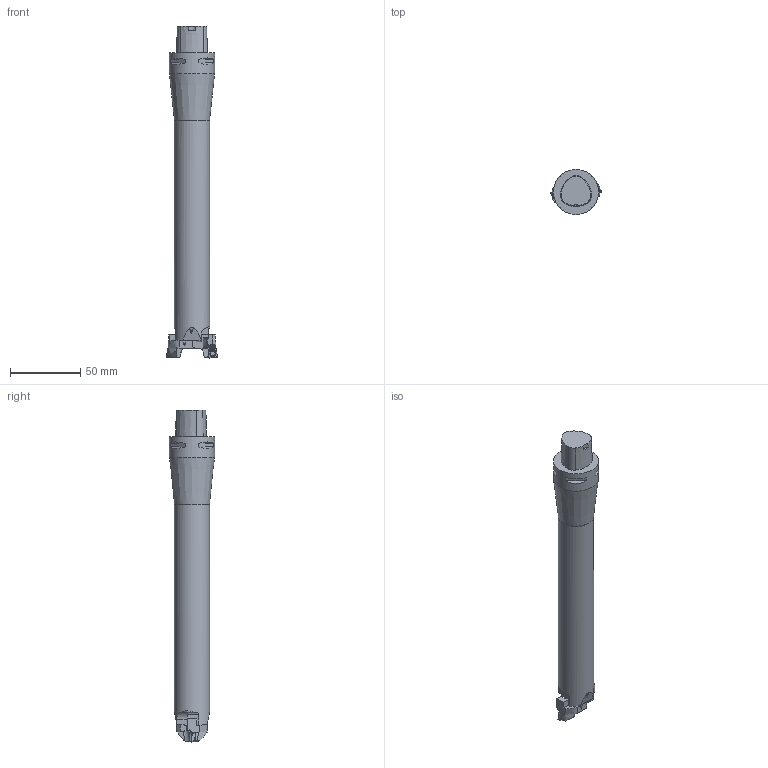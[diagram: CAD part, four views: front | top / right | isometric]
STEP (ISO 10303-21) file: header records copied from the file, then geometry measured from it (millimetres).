
FILE_DESCRIPTION(/* description */ (''),/* implementation_level */ '2;1');
FILE_NAME(/* name */ '1548167743927.stp',/* time_stamp */ '2019-01-22T15:36:02+01:00',/* author */ (''),/* organization */ ('SMS'),/* preprocessor_version */ 'ST-DEVELOPER v15',/* originating_system */ 'SIEMENS PLM Software NX 8.5',/* authorisation */ '');
FILE_SCHEMA (('AUTOMOTIVE_DESIGN { 1 0 10303 214 3 1 1 1 }'));
Length unit declared in the file: millimetre
Products named in the file (10): ASSEMBLY_CONSTRUCTION; 201028654mod000_00; 201011659mod000_00; 201028534mod000_00; 201108498mod000_00; 201028682mod000_01; 201028562mod000_01; 202011615mod000_00
Assembly tree (10 placements, depth 3):
  202011615mod000_00
    201028562mod000_01
      201028534mod000_00
      201011659mod000_00
      ASSEMBLY_CONSTRUCTION
    201028682mod000_01
      201028654mod000_00
      201011659mod000_00
      ASSEMBLY_CONSTRUCTION
    201108498mod000_00
    ASSEMBLY_CONSTRUCTION
Bounding box: 35.99 x 32 x 235.56 mm (x, y, z)
Volume: 118257.7 mm3; surface area: 21933.6 mm2
Topology: 5 solids, 5 shells, 279 faces, 726 edges, 500 vertices
Faces by surface type: plane 180, cone 33, torus 25, cylinder 23, extrusion 18
Full cylindrical faces by diameter (mm): 2.5 x4, 25 x1, 32 x1
Entity records: 8655 total; most frequent: CARTESIAN_POINT 2108, ORIENTED_EDGE 1176, DIRECTION 1110, EDGE_CURVE 588, VERTEX_POINT 414, VECTOR 370, AXIS2_PLACEMENT_3D 370, LINE 352
